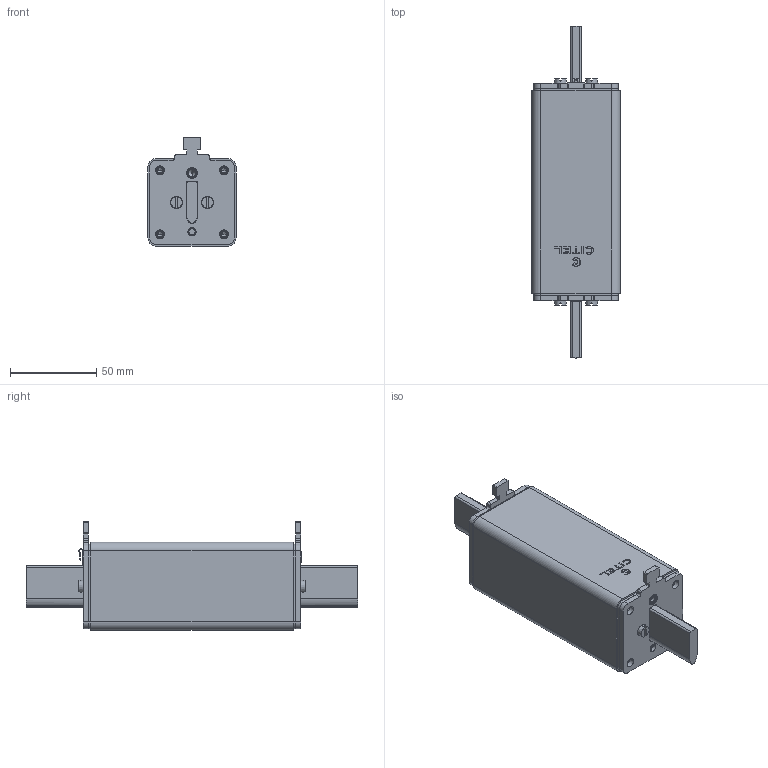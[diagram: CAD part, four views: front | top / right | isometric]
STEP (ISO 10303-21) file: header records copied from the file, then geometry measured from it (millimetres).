
FILE_DESCRIPTION(('Creo Elements/Direct Modeling STEP Export'),'2;1');
FILE_NAME('fus-logo-CITEL.stp','2022-04-27T11:34:32',(''),(''),'Creo Elements/Direct Modeling STEP processor for AP214 (Solid Model)','Creo Elements/Direct Modeling 20.2 28-Feb-2019 (C) Parametric Technology GmbH','');
FILE_SCHEMA(('AUTOMOTIVE_DESIGN { 1 0 10303 214 1 1 1 1 }'));
Length unit declared in the file: millimetre
Products named in the file (18): 0000037880_1_1_1_PRT.PRT; 0000011599_1_1_2_3_4_5_6_7_8_14.PRT; 0000043211_1_1_PRT.PRT; 0000043213_1_1_2_3_1_PRT.PRT; 0000043214_ASM_1_ASM_1_ASM.ASM; 0000011580_1_1_2_3_4_5_6_7_8_15.PRT; 0000011586_1_1_2_3_1_PRT.PRT; 0000037876_1_1_2_3_4_5_6_7_8_10.PRT; 0000015247_AF0_1_1_2_3_4_5_6_1_.PRT; 0000015700_AF0_2_1_2_1_PRT.PRT; 0000015701_ASM_1_1_2_3_4_ASM_1_.ASM; 0000058807_1_1_1_PRT.PRT; 0000029902_1_1_1_PRT.PRT; 0000066659_1_1_PRT.PRT; 1XL_1500V_ASM_1_ASM.ASM; 004110621_M1XL_GPV_50A-1500V_D_.ASM; A1.ASM; FUS-CITEL.stp
Assembly tree (31 placements, depth 6):
  FUS-CITEL.stp
    A1.ASM
      004110621_M1XL_GPV_50A-1500V_D_.ASM
        1XL_1500V_ASM_1_ASM.ASM
          0000066659_1_1_PRT.PRT
          0000029902_1_1_1_PRT.PRT  x2
          0000058807_1_1_1_PRT.PRT  x2
          0000015701_ASM_1_1_2_3_4_ASM_1_.ASM  x2
            0000015700_AF0_2_1_2_1_PRT.PRT
            0000015247_AF0_1_1_2_3_4_5_6_1_.PRT
          0000037876_1_1_2_3_4_5_6_7_8_10.PRT  x4
          0000011599_1_1_2_3_4_5_6_7_8_14.PRT  x2
          0000011586_1_1_2_3_1_PRT.PRT
          0000011580_1_1_2_3_4_5_6_7_8_15.PRT
          0000043214_ASM_1_ASM_1_ASM.ASM  x8
            0000043213_1_1_2_3_1_PRT.PRT
            0000043211_1_1_PRT.PRT
          0000037880_1_1_1_PRT.PRT
Bounding box: 51 x 192 x 63 mm (x, y, z)
Volume: 334285.7 mm3; surface area: 62323.4 mm2
Topology: 26 solids, 26 shells, 1147 faces, 3037 edges, 1940 vertices
Faces by surface type: bspline 379, cylinder 369, plane 271, cone 76, torus 40, extrusion 12
Entity records: 31634 total; most frequent: CARTESIAN_POINT 17052, ORIENTED_EDGE 2542, DIRECTION 2170, EDGE_CURVE 1271, VERTEX_POINT 816, AXIS2_PLACEMENT_3D 759, VECTOR 652, LINE 640
